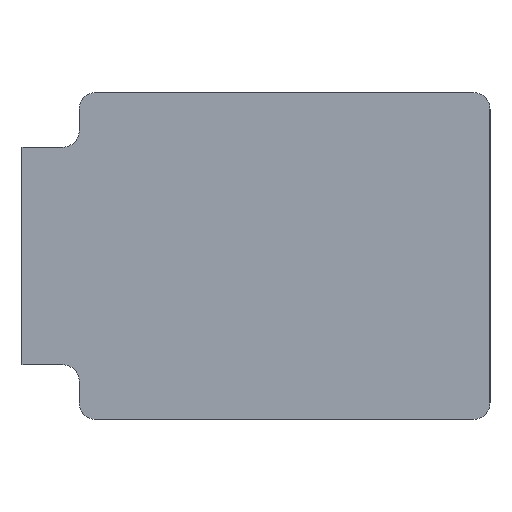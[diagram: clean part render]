
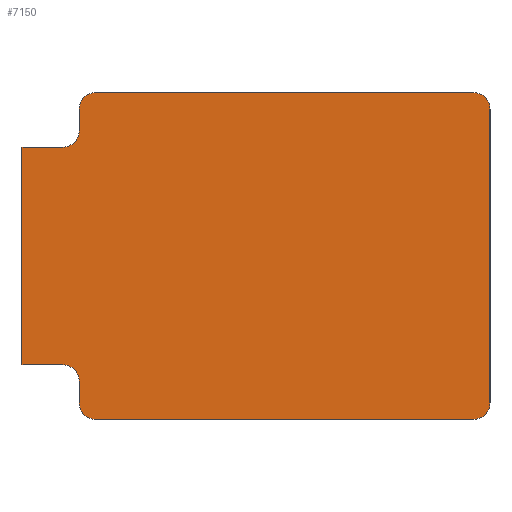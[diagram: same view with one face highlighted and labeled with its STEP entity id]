
A CAD part, left-side view. The second image highlights one B-rep face of the part: STEP entity #7150.
In plain terms, the highlighted planar face has unit normal (-1, 0, 0).
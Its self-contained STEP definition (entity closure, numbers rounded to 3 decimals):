
#60=CARTESIAN_POINT('',(-14.739,-12.834,0.8));
#70=DIRECTION('',(0.,-1.,0.));
#80=VECTOR('',#70,1.);
#90=LINE('',#60,#80);
#100=CARTESIAN_POINT('',(-14.739,-18.272,0.8));
#110=VERTEX_POINT('',#100);
#120=CARTESIAN_POINT('',(-14.739,-19.022,0.8));
#130=VERTEX_POINT('',#120);
#140=EDGE_CURVE('',#110,#130,#90,.T.);
#530=CARTESIAN_POINT('',(-14.739,-17.972,3.476));
#540=DIRECTION('',(0.,0.,1.));
#550=VECTOR('',#540,1.);
#560=LINE('',#530,#550);
#570=CARTESIAN_POINT('',(-14.739,-17.972,5.1));
#580=VERTEX_POINT('',#570);
#590=CARTESIAN_POINT('',(-14.739,-17.972,5.5));
#600=VERTEX_POINT('',#590);
#610=EDGE_CURVE('',#580,#600,#560,.T.);
#1130=CARTESIAN_POINT('',(-14.739,-18.272,4.8));
#1140=VERTEX_POINT('',#1130);
#1170=CARTESIAN_POINT('',(-14.739,-18.272,5.1));
#1180=DIRECTION('',(-1.,0.,0.));
#1190=DIRECTION('',(0.,-1.,0.));
#1200=AXIS2_PLACEMENT_3D('',#1170,#1180,#1190);
#1210=CIRCLE('',#1200,0.3);
#1220=EDGE_CURVE('',#580,#1140,#1210,.T.);
#3600=CARTESIAN_POINT('',(-14.739,-17.972,0.5));
#3610=VERTEX_POINT('',#3600);
#3640=CARTESIAN_POINT('',(-14.739,-18.272,0.5));
#3650=DIRECTION('',(1.,0.,0.));
#3660=DIRECTION('',(0.,1.,0.));
#3670=AXIS2_PLACEMENT_3D('',#3640,#3650,#3660);
#3680=CIRCLE('',#3670,0.3);
#3690=EDGE_CURVE('',#3610,#110,#3680,.T.);
#6240=CARTESIAN_POINT('',(-14.739,-12.834,3.476)
);
#6250=DIRECTION('',(-1.,0.,0.));
#6260=DIRECTION('',(0.,-1.,0.));
#6270=AXIS2_PLACEMENT_3D('',#6240,#6250,#6260);
#6280=PLANE('',#6270);
#6290=ORIENTED_EDGE('',*,*,#3690,.T.);
#6300=CARTESIAN_POINT('',(-14.739,-17.972,3.476));
#6310=DIRECTION('',(0.,0.,-1.));
#6320=VECTOR('',#6310,1.);
#6330=LINE('',#6300,#6320);
#6340=CARTESIAN_POINT('',(-14.739,-17.972,0.1));
#6350=VERTEX_POINT('',#6340);
#6360=EDGE_CURVE('',#3610,#6350,#6330,.T.);
#6370=ORIENTED_EDGE('',*,*,#6360,.F.);
#6380=CARTESIAN_POINT('',(-14.739,-17.672,0.1));
#6390=DIRECTION('',(1.,0.,0.));
#6400=DIRECTION('',(0.,1.,0.));
#6410=AXIS2_PLACEMENT_3D('',#6380,#6390,#6400);
#6420=CIRCLE('',#6410,0.3);
#6430=CARTESIAN_POINT('',(-14.739,-17.672,-0.2));
#6440=VERTEX_POINT('',#6430);
#6450=EDGE_CURVE('',#6350,#6440,#6420,.T.);
#6460=ORIENTED_EDGE('',*,*,#6450,.F.);
#6470=CARTESIAN_POINT('',(-14.739,-12.834,-0.2));
#6480=DIRECTION('',(0.,-1.,0.));
#6490=VECTOR('',#6480,1.);
#6500=LINE('',#6470,#6490);
#6510=CARTESIAN_POINT('',(-14.739,-10.722,-0.2));
#6520=VERTEX_POINT('',#6510);
#6530=EDGE_CURVE('',#6520,#6440,#6500,.T.);
#6540=ORIENTED_EDGE('',*,*,#6530,.T.);
#6550=CARTESIAN_POINT('',(-14.739,-10.722,0.1));
#6560=DIRECTION('',(1.,0.,0.));
#6570=DIRECTION('',(0.,1.,0.));
#6580=AXIS2_PLACEMENT_3D('',#6550,#6560,#6570);
#6590=CIRCLE('',#6580,0.3);
#6600=CARTESIAN_POINT('',(-14.739,-10.422,0.1));
#6610=VERTEX_POINT('',#6600);
#6620=EDGE_CURVE('',#6520,#6610,#6590,.T.);
#6630=ORIENTED_EDGE('',*,*,#6620,.F.);
#6640=CARTESIAN_POINT('',(-14.739,-10.422,3.476));
#6650=DIRECTION('',(0.,0.,-1.));
#6660=VECTOR('',#6650,1.);
#6670=LINE('',#6640,#6660);
#6680=CARTESIAN_POINT('',(-14.739,-10.422,5.5));
#6690=VERTEX_POINT('',#6680);
#6700=EDGE_CURVE('',#6690,#6610,#6670,.T.);
#6710=ORIENTED_EDGE('',*,*,#6700,.T.);
#6720=CARTESIAN_POINT('',(-14.739,-10.722,5.5));
#6730=DIRECTION('',(-1.,0.,0.));
#6740=DIRECTION('',(0.,-1.,0.));
#6750=AXIS2_PLACEMENT_3D('',#6720,#6730,#6740);
#6760=CIRCLE('',#6750,0.3);
#6770=CARTESIAN_POINT('',(-14.739,-10.722,5.8));
#6780=VERTEX_POINT('',#6770);
#6790=EDGE_CURVE('',#6780,#6690,#6760,.T.);
#6800=ORIENTED_EDGE('',*,*,#6790,.T.);
#6810=CARTESIAN_POINT('',(-14.739,-12.834,5.8));
#6820=DIRECTION('',(0.,1.,0.));
#6830=VECTOR('',#6820,1.);
#6840=LINE('',#6810,#6830);
#6850=CARTESIAN_POINT('',(-14.739,-17.672,5.8));
#6860=VERTEX_POINT('',#6850);
#6870=EDGE_CURVE('',#6860,#6780,#6840,.T.);
#6880=ORIENTED_EDGE('',*,*,#6870,.T.);
#6890=CARTESIAN_POINT('',(-14.739,-17.672,5.5));
#6900=DIRECTION('',(1.,0.,0.));
#6910=DIRECTION('',(0.,1.,0.));
#6920=AXIS2_PLACEMENT_3D('',#6890,#6900,#6910);
#6930=CIRCLE('',#6920,0.3);
#6940=EDGE_CURVE('',#6860,#600,#6930,.T.);
#6950=ORIENTED_EDGE('',*,*,#6940,.F.);
#6960=ORIENTED_EDGE('',*,*,#610,.T.);
#6970=ORIENTED_EDGE('',*,*,#1220,.F.);
#6980=CARTESIAN_POINT('',(-14.739,-12.834,4.8));
#6990=DIRECTION('',(0.,1.,0.));
#7000=VECTOR('',#6990,1.);
#7010=LINE('',#6980,#7000);
#7020=CARTESIAN_POINT('',(-14.739,-19.022,4.8));
#7030=VERTEX_POINT('',#7020);
#7040=EDGE_CURVE('',#7030,#1140,#7010,.T.);
#7050=ORIENTED_EDGE('',*,*,#7040,.T.);
#7060=CARTESIAN_POINT('',(-14.739,-19.022,3.476));
#7070=DIRECTION('',(0.,0.,1.));
#7080=VECTOR('',#7070,1.);
#7090=LINE('',#7060,#7080);
#7100=EDGE_CURVE('',#130,#7030,#7090,.T.);
#7110=ORIENTED_EDGE('',*,*,#7100,.T.);
#7120=ORIENTED_EDGE('',*,*,#140,.T.);
#7130=EDGE_LOOP('',(#7120,#7110,#7050,#6970,#6960,#6950,#6880,#6800,
#6710,#6630,#6540,#6460,#6370,#6290));
#7140=FACE_OUTER_BOUND('',#7130,.T.);
#7150=ADVANCED_FACE('',(#7140),#6280,.T.);
